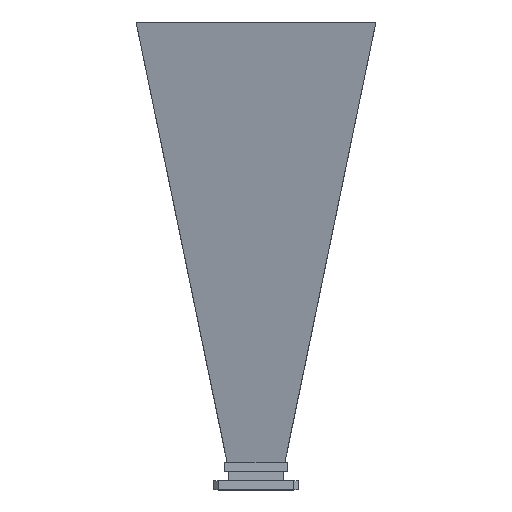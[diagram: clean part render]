
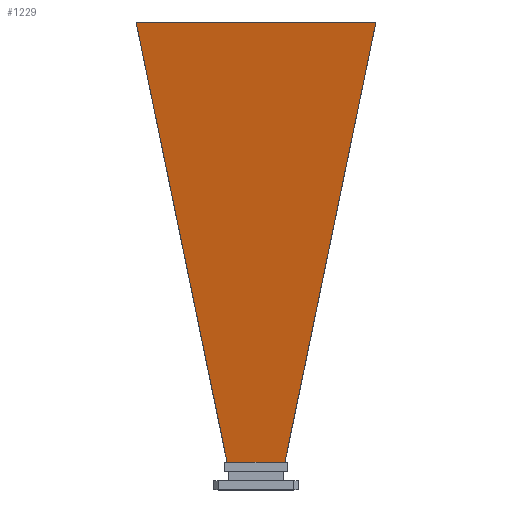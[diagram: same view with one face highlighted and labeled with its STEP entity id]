
A CAD part, top view. The second image highlights one B-rep face of the part: STEP entity #1229.
In plain terms, the highlighted planar face has unit normal (0, -0.165, 0.986).
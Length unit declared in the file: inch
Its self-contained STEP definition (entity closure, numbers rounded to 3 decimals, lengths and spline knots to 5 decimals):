
#6 = CARTESIAN_POINT ( 'NONE',  ( -0.778, 0.25, 0.37446 ) ) ;
#20 = VECTOR ( 'NONE', #738, 39.37008 ) ;
#35 = LINE ( 'NONE', #1268, #778 ) ;
#51 = FACE_OUTER_BOUND ( 'NONE', #350, .T. ) ;
#67 = VERTEX_POINT ( 'NONE', #1291 ) ;
#87 = CARTESIAN_POINT ( 'NONE',  ( -1.31331, 2.83892, 0.80682 ) ) ;
#120 = ORIENTED_EDGE ( 'NONE', *, *, #358, .T. ) ;
#184 = DIRECTION ( 'NONE',  ( 0., -0.986, -0.165 ) ) ;
#263 = DIRECTION ( 'NONE',  ( 1., 0., 0. ) ) ;
#315 = DIRECTION ( 'NONE',  ( 0., -0.165, 0.986 ) ) ;
#333 = VERTEX_POINT ( 'NONE', #427 ) ;
#350 = EDGE_LOOP ( 'NONE', ( #120, #1520, #577, #1461 ) ) ;
#358 = EDGE_CURVE ( 'NONE', #1292, #333, #436, .T. ) ;
#427 = CARTESIAN_POINT ( 'NONE',  ( 3.2202, 12.06129, 2.347 ) ) ;
#436 = LINE ( 'NONE', #921, #1425 ) ;
#525 = CARTESIAN_POINT ( 'NONE',  ( -14.18341, 12.06129, 2.347 ) ) ;
#577 = ORIENTED_EDGE ( 'NONE', *, *, #676, .T. ) ;
#578 = CARTESIAN_POINT ( 'NONE',  ( -14.18341, 0.25, 0.37446 ) ) ;
#591 = LINE ( 'NONE', #87, #988 ) ;
#676 = EDGE_CURVE ( 'NONE', #67, #1004, #591, .T. ) ;
#738 = DIRECTION ( 'NONE',  ( 1., 0., 0. ) ) ;
#778 = VECTOR ( 'NONE', #263, 39.37008 ) ;
#779 = PLANE ( 'NONE',  #1115 ) ;
#794 = CARTESIAN_POINT ( 'NONE',  ( 0.778, 0.25, 0.37446 ) ) ;
#849 = LINE ( 'NONE', #525, #20 ) ;
#921 = CARTESIAN_POINT ( 'NONE',  ( 1.31331, 2.83892, 0.80682 ) ) ;
#988 = VECTOR ( 'NONE', #1180, 39.37008 ) ;
#1004 = VERTEX_POINT ( 'NONE', #6 ) ;
#1115 = AXIS2_PLACEMENT_3D ( 'NONE', #578, #315, #184 ) ;
#1161 = DIRECTION ( 'NONE',  ( 0.2, 0.966, 0.161 ) ) ;
#1179 = EDGE_CURVE ( 'NONE', #1004, #1292, #35, .T. ) ;
#1180 = DIRECTION ( 'NONE',  ( 0.2, -0.966, -0.161 ) ) ;
#1229 = ADVANCED_FACE ( 'NONE', ( #51 ), #779, .T. ) ;
#1268 = CARTESIAN_POINT ( 'NONE',  ( -14.18341, 0.25, 0.37446 ) ) ;
#1291 = CARTESIAN_POINT ( 'NONE',  ( -3.2202, 12.06129, 2.347 ) ) ;
#1292 = VERTEX_POINT ( 'NONE', #794 ) ;
#1425 = VECTOR ( 'NONE', #1161, 39.37008 ) ;
#1461 = ORIENTED_EDGE ( 'NONE', *, *, #1179, .T. ) ;
#1481 = EDGE_CURVE ( 'NONE', #67, #333, #849, .T. ) ;
#1520 = ORIENTED_EDGE ( 'NONE', *, *, #1481, .F. ) ;
